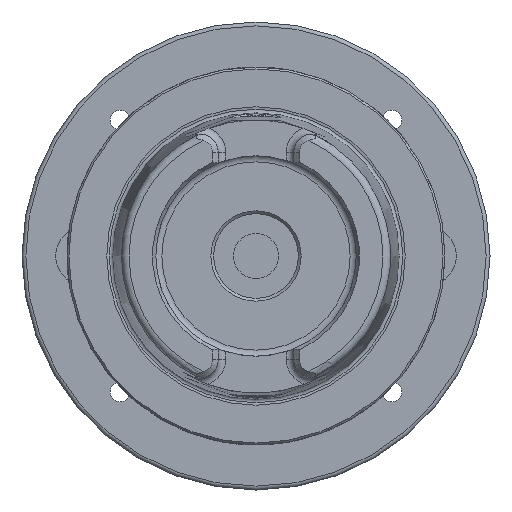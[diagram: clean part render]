
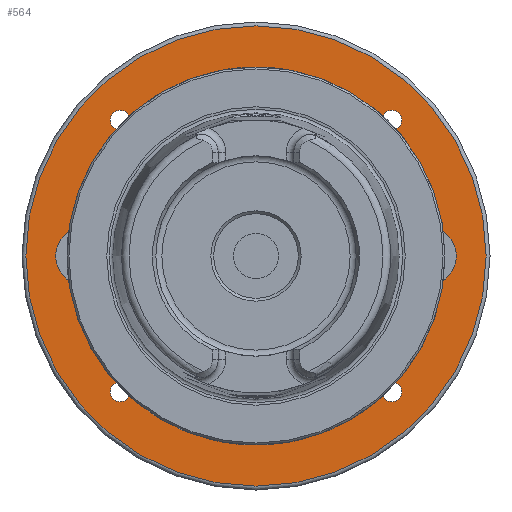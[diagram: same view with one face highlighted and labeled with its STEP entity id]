
A CAD part, left-side view. The second image highlights one B-rep face of the part: STEP entity #564.
In plain terms, the highlighted planar face has unit normal (-1, 0, 0).
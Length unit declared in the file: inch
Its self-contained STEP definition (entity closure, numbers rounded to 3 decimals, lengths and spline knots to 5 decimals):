
#383=CARTESIAN_POINT('',(1.87866,-1.414,1.51716));
#384=VERTEX_POINT('',#383);
#385=CARTESIAN_POINT('',(1.87866,-1.414,1.414));
#386=DIRECTION('',(1.0,0.0,0.0));
#387=DIRECTION('',(0.0,0.0,-1.0));
#388=AXIS2_PLACEMENT_3D('',#385,#386,#387);
#389=CIRCLE('',#388,0.10316);
#390=EDGE_CURVE('',#384,#384,#389,.T.);
#403=CARTESIAN_POINT('',(1.87866,-1.414,-1.31084));
#404=VERTEX_POINT('',#403);
#405=CARTESIAN_POINT('',(1.87866,-1.414,-1.414));
#406=DIRECTION('',(1.0,0.0,0.0));
#407=DIRECTION('',(0.0,0.0,-1.0));
#408=AXIS2_PLACEMENT_3D('',#405,#406,#407);
#409=CIRCLE('',#408,0.10316);
#410=EDGE_CURVE('',#404,#404,#409,.T.);
#423=CARTESIAN_POINT('',(1.87866,1.414,-1.31084));
#424=VERTEX_POINT('',#423);
#425=CARTESIAN_POINT('',(1.87866,1.414,-1.414));
#426=DIRECTION('',(1.0,0.0,0.0));
#427=DIRECTION('',(0.0,0.0,-1.0));
#428=AXIS2_PLACEMENT_3D('',#425,#426,#427);
#429=CIRCLE('',#428,0.10316);
#430=EDGE_CURVE('',#424,#424,#429,.T.);
#443=CARTESIAN_POINT('',(1.87866,1.414,1.51716));
#444=VERTEX_POINT('',#443);
#445=CARTESIAN_POINT('',(1.87866,1.414,1.414));
#446=DIRECTION('',(1.0,0.0,0.0));
#447=DIRECTION('',(0.0,0.0,-1.0));
#448=AXIS2_PLACEMENT_3D('',#445,#446,#447);
#449=CIRCLE('',#448,0.10316);
#450=EDGE_CURVE('',#444,#444,#449,.T.);
#463=CARTESIAN_POINT('',(1.87866,2.3975,0.0));
#464=VERTEX_POINT('',#463);
#465=CARTESIAN_POINT('',(1.87866,0.0,0.0));
#466=DIRECTION('',(1.0,0.0,0.0));
#467=DIRECTION('',(0.0,-1.0,0.0));
#468=AXIS2_PLACEMENT_3D('',#465,#466,#467);
#469=CIRCLE('',#468,2.3975);
#470=EDGE_CURVE('',#464,#464,#469,.T.);
#506=CARTESIAN_POINT('',(1.87866,2.075,0.0));
#507=DIRECTION('',(-1.0,0.0,0.0));
#508=DIRECTION('',(0.0,0.0,1.0));
#509=AXIS2_PLACEMENT_3D('',#506,#507,#508);
#510=PLANE('',#509);
#511=ORIENTED_EDGE('',*,*,#470,.F.);
#512=EDGE_LOOP('',(#511));
#513=FACE_OUTER_BOUND('',#512,.T.);
#514=ORIENTED_EDGE('',*,*,#390,.T.);
#515=EDGE_LOOP('',(#514));
#516=FACE_BOUND('',#515,.T.);
#517=ORIENTED_EDGE('',*,*,#410,.T.);
#518=EDGE_LOOP('',(#517));
#519=FACE_BOUND('',#518,.T.);
#520=ORIENTED_EDGE('',*,*,#430,.T.);
#521=EDGE_LOOP('',(#520));
#522=FACE_BOUND('',#521,.T.);
#523=ORIENTED_EDGE('',*,*,#450,.T.);
#524=EDGE_LOOP('',(#523));
#525=FACE_BOUND('',#524,.T.);
#526=CARTESIAN_POINT('',(1.87866,1.71657,-0.29948));
#527=VERTEX_POINT('',#526);
#528=CARTESIAN_POINT('',(1.87866,-1.71657,-0.29948));
#529=VERTEX_POINT('',#528);
#530=CARTESIAN_POINT('',(1.87866,0.0,0.0));
#531=DIRECTION('',(-1.0,0.0,0.0));
#532=DIRECTION('',(0.0,0.0,-1.0));
#533=AXIS2_PLACEMENT_3D('',#530,#531,#532);
#534=CIRCLE('',#533,1.7425);
#535=EDGE_CURVE('',#527,#529,#534,.T.);
#536=ORIENTED_EDGE('',*,*,#535,.F.);
#537=CARTESIAN_POINT('',(1.87866,1.71657,0.29948));
#538=VERTEX_POINT('',#537);
#539=CARTESIAN_POINT('',(1.87866,1.78,0.0));
#540=DIRECTION('',(1.0,0.0,0.0));
#541=DIRECTION('',(0.0,0.0,-1.0));
#542=AXIS2_PLACEMENT_3D('',#539,#540,#541);
#543=CIRCLE('',#542,0.30612);
#544=EDGE_CURVE('',#527,#538,#543,.T.);
#545=ORIENTED_EDGE('',*,*,#544,.T.);
#546=CARTESIAN_POINT('',(1.87866,-1.71657,0.29948));
#547=VERTEX_POINT('',#546);
#548=CARTESIAN_POINT('',(1.87866,0.0,0.0));
#549=DIRECTION('',(-1.0,0.0,0.0));
#550=DIRECTION('',(0.0,0.0,1.0));
#551=AXIS2_PLACEMENT_3D('',#548,#549,#550);
#552=CIRCLE('',#551,1.7425);
#553=EDGE_CURVE('',#547,#538,#552,.T.);
#554=ORIENTED_EDGE('',*,*,#553,.F.);
#555=CARTESIAN_POINT('',(1.87866,-1.78,0.0));
#556=DIRECTION('',(1.0,0.0,0.0));
#557=DIRECTION('',(0.0,0.0,-1.0));
#558=AXIS2_PLACEMENT_3D('',#555,#556,#557);
#559=CIRCLE('',#558,0.30612);
#560=EDGE_CURVE('',#547,#529,#559,.T.);
#561=ORIENTED_EDGE('',*,*,#560,.T.);
#562=EDGE_LOOP('',(#536,#545,#554,#561));
#563=FACE_BOUND('',#562,.T.);
#564=ADVANCED_FACE('',(#513,#516,#519,#522,#525,#563),#510,.T.);
